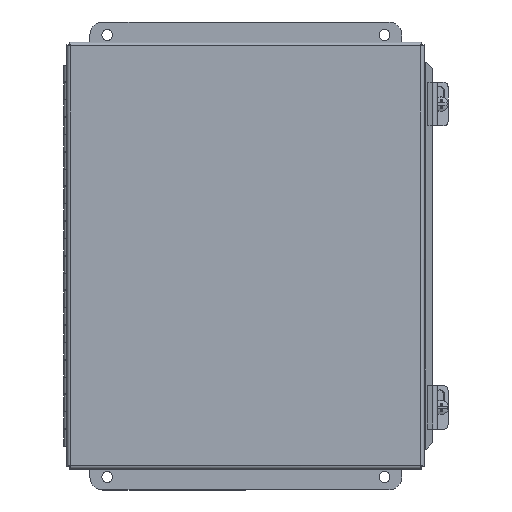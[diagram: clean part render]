
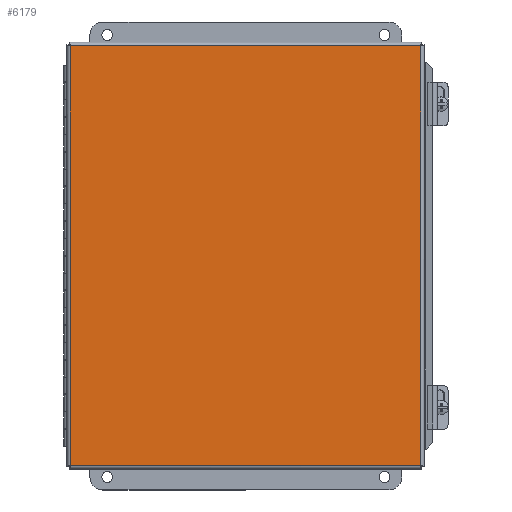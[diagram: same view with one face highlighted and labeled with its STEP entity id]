
A CAD part, top view. The second image highlights one B-rep face of the part: STEP entity #6179.
In plain terms, the highlighted face is planar.
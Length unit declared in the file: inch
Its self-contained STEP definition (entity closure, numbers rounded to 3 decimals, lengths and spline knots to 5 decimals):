
#315=PLANE('',#6622);
#821=LINE('',#10049,#1395);
#837=LINE('',#10151,#1411);
#851=LINE('',#10248,#1425);
#858=LINE('',#10331,#1432);
#1395=VECTOR('',#7833,12.102);
#1411=VECTOR('',#7863,10.102);
#1425=VECTOR('',#7891,12.102);
#1432=VECTOR('',#7908,10.102);
#1930=FACE_OUTER_BOUND('',#2353,.T.);
#2353=EDGE_LOOP('',(#5145,#5146,#5147,#5148));
#2997=VERTEX_POINT('',#10040);
#2998=VERTEX_POINT('',#10048);
#3009=VERTEX_POINT('',#10143);
#3017=VERTEX_POINT('',#10240);
#3698=EDGE_CURVE('',#2998,#2997,#821,.T.);
#3718=EDGE_CURVE('',#2997,#3009,#837,.T.);
#3736=EDGE_CURVE('',#3009,#3017,#851,.T.);
#3747=EDGE_CURVE('',#3017,#2998,#858,.T.);
#5145=ORIENTED_EDGE('',*,*,#3698,.T.);
#5146=ORIENTED_EDGE('',*,*,#3718,.T.);
#5147=ORIENTED_EDGE('',*,*,#3736,.T.);
#5148=ORIENTED_EDGE('',*,*,#3747,.T.);
#6179=ADVANCED_FACE('',(#1930),#315,.F.);
#6622=AXIS2_PLACEMENT_3D('',#10417,#7933,#7934);
#7833=DIRECTION('',(0.,-1.,0.));
#7863=DIRECTION('',(-1.,0.,0.));
#7891=DIRECTION('',(0.,1.,0.));
#7908=DIRECTION('',(1.,0.,0.));
#7933=DIRECTION('center_axis',(0.,0.,1.));
#7934=DIRECTION('ref_axis',(1.,0.,0.));
#10040=CARTESIAN_POINT('',(10.20725,0.10525,0.));
#10048=CARTESIAN_POINT('',(10.20725,12.20725,0.));
#10049=CARTESIAN_POINT('',(10.20725,9.18175,0.));
#10143=CARTESIAN_POINT('',(0.10525,0.10525,0.));
#10151=CARTESIAN_POINT('',(7.68175,0.10525,0.));
#10240=CARTESIAN_POINT('',(0.10525,12.20725,0.));
#10248=CARTESIAN_POINT('',(0.10525,3.13075,0.));
#10331=CARTESIAN_POINT('',(2.63075,12.20725,0.));
#10417=CARTESIAN_POINT('Origin',(5.15625,6.15625,0.));
